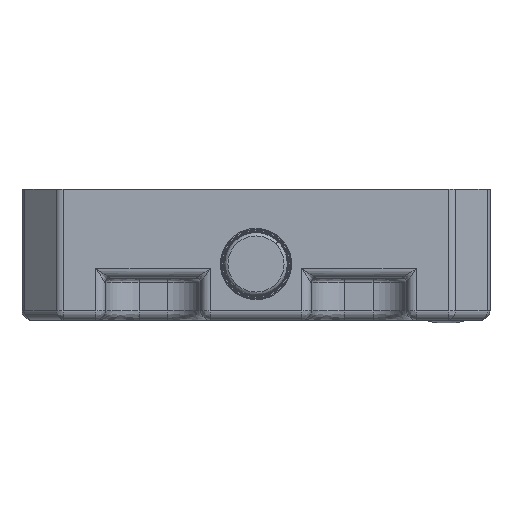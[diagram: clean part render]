
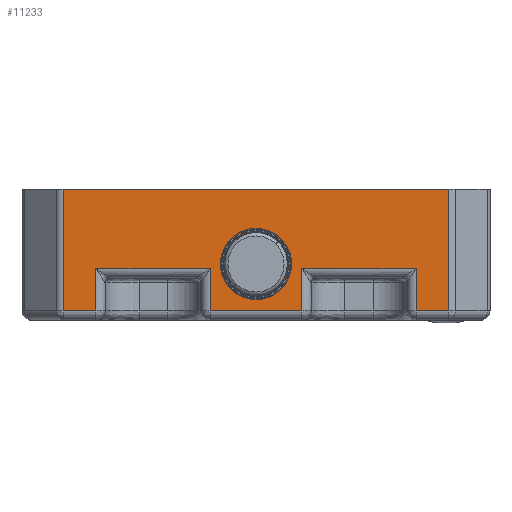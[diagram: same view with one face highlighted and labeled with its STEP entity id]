
A CAD part, front view. The second image highlights one B-rep face of the part: STEP entity #11233.
In plain terms, the highlighted planar face has unit normal (0, -1, 0).
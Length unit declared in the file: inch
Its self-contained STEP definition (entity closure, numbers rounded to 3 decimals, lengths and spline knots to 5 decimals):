
#103 = AXIS2_PLACEMENT_3D ( 'NONE', #20117, #22344, #10319 ) ;
#381 = EDGE_CURVE ( 'NONE', #27305, #16507, #21812, .T. ) ;
#469 = DIRECTION ( 'NONE',  ( 0., -1., 0. ) ) ;
#644 = CIRCLE ( 'NONE', #24043, 0.1437 ) ;
#662 = CARTESIAN_POINT ( 'NONE',  ( 0.15748, 0., 0.55118 ) ) ;
#739 = DIRECTION ( 'NONE',  ( 0., 0., -1. ) ) ;
#1681 = VECTOR ( 'NONE', #6858, 39.37008 ) ;
#1789 = CARTESIAN_POINT ( 'NONE',  ( 0.31102, 0., 0.03937 ) ) ;
#2436 = CARTESIAN_POINT ( 'NONE',  ( 1.17717, 0., 0.03937 ) ) ;
#2914 = CARTESIAN_POINT ( 'NONE',  ( 1.65748, 0., 0.55118 ) ) ;
#3903 = ORIENTED_EDGE ( 'NONE', *, *, #12346, .F. ) ;
#4067 = VERTEX_POINT ( 'NONE', #30253 ) ;
#5793 = DIRECTION ( 'NONE',  ( -1., 0., 0. ) ) ;
#5839 = LINE ( 'NONE', #7476, #17128 ) ;
#6484 = CARTESIAN_POINT ( 'NONE',  ( 0.98425, 0., 0.37992 ) ) ;
#6525 = EDGE_CURVE ( 'NONE', #8064, #10379, #24472, .T. ) ;
#6648 = EDGE_CURVE ( 'NONE', #16507, #24765, #25960, .T. ) ;
#6731 = VERTEX_POINT ( 'NONE', #28316 ) ;
#6784 = LINE ( 'NONE', #20189, #26430 ) ;
#6858 = DIRECTION ( 'NONE',  ( -1., 0., 0. ) ) ;
#6927 = CARTESIAN_POINT ( 'NONE',  ( 0.17379, 0., 0.03937 ) ) ;
#6930 = CARTESIAN_POINT ( 'NONE',  ( 0.98425, 0., 0.23622 ) ) ;
#7434 = VERTEX_POINT ( 'NONE', #6484 ) ;
#7476 = CARTESIAN_POINT ( 'NONE',  ( 0.15748, 0., 0.03937 ) ) ;
#7546 = DIRECTION ( 'NONE',  ( 0., 0., -1. ) ) ;
#7954 = DIRECTION ( 'NONE',  ( 0., 0., 1. ) ) ;
#7988 = CARTESIAN_POINT ( 'NONE',  ( 1.65748, 0., 0.21654 ) ) ;
#8011 = EDGE_CURVE ( 'NONE', #12077, #23205, #14905, .T. ) ;
#8064 = VERTEX_POINT ( 'NONE', #11578 ) ;
#8086 = LINE ( 'NONE', #25850, #1681 ) ;
#8515 = AXIS2_PLACEMENT_3D ( 'NONE', #6930, #469, #7546 ) ;
#9593 = CARTESIAN_POINT ( 'NONE',  ( 1.79472, 0., 0.55118 ) ) ;
#9596 = EDGE_CURVE ( 'NONE', #23205, #29286, #13111, .T. ) ;
#9965 = DIRECTION ( 'NONE',  ( -1., 0., 0. ) ) ;
#10103 = VECTOR ( 'NONE', #9965, 39.37008 ) ;
#10319 = DIRECTION ( 'NONE',  ( 0., 0., 1. ) ) ;
#10379 = VERTEX_POINT ( 'NONE', #7988 ) ;
#11233 = ADVANCED_FACE ( 'NONE', ( #27424, #20587 ), #12433, .F. ) ;
#11281 = ORIENTED_EDGE ( 'NONE', *, *, #9596, .F. ) ;
#11299 = EDGE_CURVE ( 'NONE', #29286, #4067, #27045, .T. ) ;
#11578 = CARTESIAN_POINT ( 'NONE',  ( 1.65748, 0., 0.03937 ) ) ;
#11660 = VERTEX_POINT ( 'NONE', #2436 ) ;
#12077 = VERTEX_POINT ( 'NONE', #6927 ) ;
#12346 = EDGE_CURVE ( 'NONE', #4067, #8064, #8086, .T. ) ;
#12402 = CARTESIAN_POINT ( 'NONE',  ( 0.79134, 0., 0.03937 ) ) ;
#12433 = PLANE ( 'NONE',  #103 ) ;
#12664 = EDGE_CURVE ( 'NONE', #11660, #16418, #5839, .T. ) ;
#12825 = DIRECTION ( 'NONE',  ( -1., 0., 0. ) ) ;
#13111 = LINE ( 'NONE', #662, #27894 ) ;
#13308 = DIRECTION ( 'NONE',  ( 0., 0., -1. ) ) ;
#13705 = ORIENTED_EDGE ( 'NONE', *, *, #11299, .F. ) ;
#13719 = EDGE_LOOP ( 'NONE', ( #15063, #24436, #24414, #24016, #3903, #13705, #11281, #21885, #25756, #28155, #13979, #23639 ) ) ;
#13979 = ORIENTED_EDGE ( 'NONE', *, *, #381, .F. ) ;
#14078 = CARTESIAN_POINT ( 'NONE',  ( 0.17379, 0., 0.55118 ) ) ;
#14805 = VERTEX_POINT ( 'NONE', #25663 ) ;
#14905 = LINE ( 'NONE', #28400, #27015 ) ;
#15063 = ORIENTED_EDGE ( 'NONE', *, *, #12664, .F. ) ;
#15746 = VECTOR ( 'NONE', #7954, 39.37008 ) ;
#15977 = LINE ( 'NONE', #26337, #21227 ) ;
#16063 = CARTESIAN_POINT ( 'NONE',  ( 0.98425, 0., 0.23622 ) ) ;
#16284 = EDGE_CURVE ( 'NONE', #10379, #14805, #22230, .T. ) ;
#16418 = VERTEX_POINT ( 'NONE', #12402 ) ;
#16498 = DIRECTION ( 'NONE',  ( 0., 0., 1. ) ) ;
#16507 = VERTEX_POINT ( 'NONE', #27625 ) ;
#17128 = VECTOR ( 'NONE', #12825, 39.37008 ) ;
#17992 = VECTOR ( 'NONE', #23122, 39.37008 ) ;
#19038 = CARTESIAN_POINT ( 'NONE',  ( 0.79134, 0., 0.55118 ) ) ;
#20117 = CARTESIAN_POINT ( 'NONE',  ( 0.15748, 0., 0.55118 ) ) ;
#20143 = DIRECTION ( 'NONE',  ( 1., 0., 0. ) ) ;
#20189 = CARTESIAN_POINT ( 'NONE',  ( 0.15748, 0., 0.03937 ) ) ;
#20587 = FACE_BOUND ( 'NONE', #30553, .T. ) ;
#20687 = DIRECTION ( 'NONE',  ( 0., -1., 0. ) ) ;
#21227 = VECTOR ( 'NONE', #28781, 39.37008 ) ;
#21812 = LINE ( 'NONE', #21984, #10103 ) ;
#21869 = VECTOR ( 'NONE', #23623, 39.37008 ) ;
#21885 = ORIENTED_EDGE ( 'NONE', *, *, #8011, .F. ) ;
#21984 = CARTESIAN_POINT ( 'NONE',  ( 0.15748, 0., 0.21654 ) ) ;
#22191 = EDGE_CURVE ( 'NONE', #24765, #12077, #6784, .T. ) ;
#22230 = LINE ( 'NONE', #28184, #21869 ) ;
#22344 = DIRECTION ( 'NONE',  ( 0., 1., 0. ) ) ;
#23122 = DIRECTION ( 'NONE',  ( 0., 0., -1. ) ) ;
#23205 = VERTEX_POINT ( 'NONE', #14078 ) ;
#23623 = DIRECTION ( 'NONE',  ( -1., 0., 0. ) ) ;
#23639 = ORIENTED_EDGE ( 'NONE', *, *, #25448, .F. ) ;
#23835 = DIRECTION ( 'NONE',  ( 0., 0., 1. ) ) ;
#23963 = LINE ( 'NONE', #19038, #29638 ) ;
#24016 = ORIENTED_EDGE ( 'NONE', *, *, #6525, .F. ) ;
#24043 = AXIS2_PLACEMENT_3D ( 'NONE', #16063, #20687, #13308 ) ;
#24414 = ORIENTED_EDGE ( 'NONE', *, *, #16284, .F. ) ;
#24436 = ORIENTED_EDGE ( 'NONE', *, *, #26366, .F. ) ;
#24472 = LINE ( 'NONE', #2914, #15746 ) ;
#24765 = VERTEX_POINT ( 'NONE', #1789 ) ;
#25143 = VECTOR ( 'NONE', #739, 39.37008 ) ;
#25416 = ORIENTED_EDGE ( 'NONE', *, *, #26379, .F. ) ;
#25448 = EDGE_CURVE ( 'NONE', #16418, #27305, #23963, .T. ) ;
#25663 = CARTESIAN_POINT ( 'NONE',  ( 1.17717, 0., 0.21654 ) ) ;
#25756 = ORIENTED_EDGE ( 'NONE', *, *, #22191, .F. ) ;
#25850 = CARTESIAN_POINT ( 'NONE',  ( 0.15748, 0., 0.03937 ) ) ;
#25895 = ORIENTED_EDGE ( 'NONE', *, *, #30454, .F. ) ;
#25960 = LINE ( 'NONE', #30327, #17992 ) ;
#26337 = CARTESIAN_POINT ( 'NONE',  ( 1.17717, 0., 0.55118 ) ) ;
#26366 = EDGE_CURVE ( 'NONE', #14805, #11660, #15977, .T. ) ;
#26379 = EDGE_CURVE ( 'NONE', #7434, #6731, #27698, .T. ) ;
#26430 = VECTOR ( 'NONE', #5793, 39.37008 ) ;
#27015 = VECTOR ( 'NONE', #23835, 39.37008 ) ;
#27045 = LINE ( 'NONE', #27238, #25143 ) ;
#27238 = CARTESIAN_POINT ( 'NONE',  ( 1.79472, 0., 0.55118 ) ) ;
#27305 = VERTEX_POINT ( 'NONE', #29335 ) ;
#27424 = FACE_OUTER_BOUND ( 'NONE', #13719, .T. ) ;
#27625 = CARTESIAN_POINT ( 'NONE',  ( 0.31102, 0., 0.21654 ) ) ;
#27698 = CIRCLE ( 'NONE', #8515, 0.1437 ) ;
#27894 = VECTOR ( 'NONE', #20143, 39.37008 ) ;
#28155 = ORIENTED_EDGE ( 'NONE', *, *, #6648, .F. ) ;
#28184 = CARTESIAN_POINT ( 'NONE',  ( 0.15748, 0., 0.21654 ) ) ;
#28316 = CARTESIAN_POINT ( 'NONE',  ( 0.98425, 0., 0.09252 ) ) ;
#28400 = CARTESIAN_POINT ( 'NONE',  ( 0.17379, 0., 0.55118 ) ) ;
#28781 = DIRECTION ( 'NONE',  ( 0., 0., -1. ) ) ;
#29286 = VERTEX_POINT ( 'NONE', #9593 ) ;
#29335 = CARTESIAN_POINT ( 'NONE',  ( 0.79134, 0., 0.21654 ) ) ;
#29638 = VECTOR ( 'NONE', #16498, 39.37008 ) ;
#30253 = CARTESIAN_POINT ( 'NONE',  ( 1.79472, 0., 0.03937 ) ) ;
#30327 = CARTESIAN_POINT ( 'NONE',  ( 0.31102, 0., 0.55118 ) ) ;
#30454 = EDGE_CURVE ( 'NONE', #6731, #7434, #644, .T. ) ;
#30553 = EDGE_LOOP ( 'NONE', ( #25895, #25416 ) ) ;
